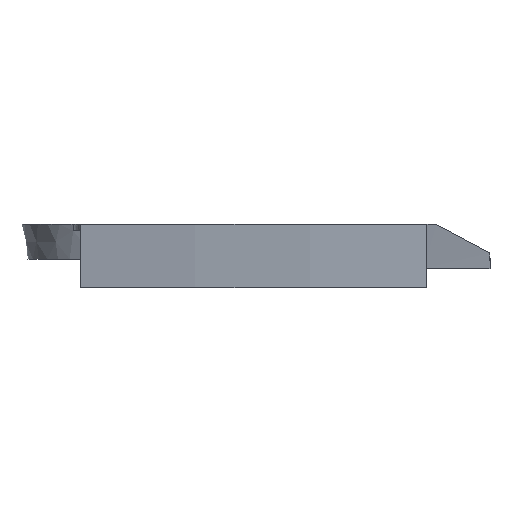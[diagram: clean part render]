
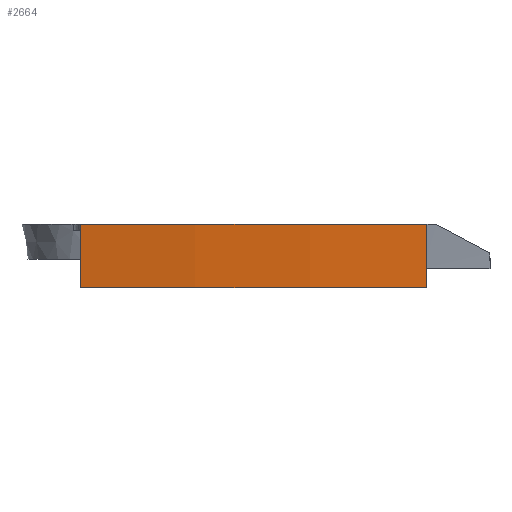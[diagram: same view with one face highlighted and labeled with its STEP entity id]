
A CAD part, left-side view. The second image highlights one B-rep face of the part: STEP entity #2664.
In plain terms, the highlighted cylindrical face has radius 280 mm (diameter 560 mm), a partial arc.
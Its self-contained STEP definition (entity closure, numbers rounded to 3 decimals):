
#194 = ORIENTED_EDGE ( 'NONE', *, *, #1561, .F. ) ;
#203 = DIRECTION ( 'NONE',  ( 0., 0., 1. ) ) ;
#207 = EDGE_CURVE ( 'NONE', #2104, #225, #917, .T. ) ;
#225 = VERTEX_POINT ( 'NONE', #1646 ) ;
#253 = CARTESIAN_POINT ( 'NONE',  ( -17.5, 65., -10. ) ) ;
#312 = CARTESIAN_POINT ( 'NONE',  ( -17.5, 65., -10. ) ) ;
#341 = EDGE_CURVE ( 'NONE', #225, #2270, #2441, .T. ) ;
#346 = VECTOR ( 'NONE', #2749, 1000. ) ;
#438 = CIRCLE ( 'NONE', #828, 280. ) ;
#610 = EDGE_CURVE ( 'NONE', #2506, #2270, #438, .T. ) ;
#740 = ORIENTED_EDGE ( 'NONE', *, *, #207, .T. ) ;
#741 = DIRECTION ( 'NONE',  ( 0., 0., 1. ) ) ;
#760 = CARTESIAN_POINT ( 'NONE',  ( -17.5, 65., 0. ) ) ;
#828 = AXIS2_PLACEMENT_3D ( 'NONE', #2773, #741, #2560 ) ;
#917 = CIRCLE ( 'NONE', #2531, 280. ) ;
#1046 = FACE_OUTER_BOUND ( 'NONE', #1722, .T. ) ;
#1234 = ORIENTED_EDGE ( 'NONE', *, *, #341, .T. ) ;
#1299 = CARTESIAN_POINT ( 'NONE',  ( -25., 10., -10. ) ) ;
#1492 = DIRECTION ( 'NONE',  ( 0., 0., 1. ) ) ;
#1561 = EDGE_CURVE ( 'NONE', #2104, #2506, #2517, .T. ) ;
#1577 = DIRECTION ( 'NONE',  ( 0., 0., 1. ) ) ;
#1646 = CARTESIAN_POINT ( 'NONE',  ( -25., 10., -10. ) ) ;
#1722 = EDGE_LOOP ( 'NONE', ( #1830, #194, #740, #1234 ) ) ;
#1830 = ORIENTED_EDGE ( 'NONE', *, *, #610, .F. ) ;
#1841 = CARTESIAN_POINT ( 'NONE',  ( 254.816, -0.145, -10. ) ) ;
#1957 = DIRECTION ( 'NONE',  ( 1., 0., 0. ) ) ;
#1970 = AXIS2_PLACEMENT_3D ( 'NONE', #2241, #203, #1957 ) ;
#1984 = CYLINDRICAL_SURFACE ( 'NONE', #1970, 280. ) ;
#2071 = DIRECTION ( 'NONE',  ( 1., 0., 0. ) ) ;
#2104 = VERTEX_POINT ( 'NONE', #312 ) ;
#2241 = CARTESIAN_POINT ( 'NONE',  ( 254.816, -0.145, -10. ) ) ;
#2270 = VERTEX_POINT ( 'NONE', #2643 ) ;
#2441 = LINE ( 'NONE', #1299, #2862 ) ;
#2506 = VERTEX_POINT ( 'NONE', #760 ) ;
#2517 = LINE ( 'NONE', #253, #346 ) ;
#2531 = AXIS2_PLACEMENT_3D ( 'NONE', #1841, #1577, #2071 ) ;
#2560 = DIRECTION ( 'NONE',  ( 1., 0., 0. ) ) ;
#2643 = CARTESIAN_POINT ( 'NONE',  ( -25., 10., 0. ) ) ;
#2664 = ADVANCED_FACE ( 'NONE', ( #1046 ), #1984, .T. ) ;
#2749 = DIRECTION ( 'NONE',  ( 0., 0., 1. ) ) ;
#2773 = CARTESIAN_POINT ( 'NONE',  ( 254.816, -0.145, 0. ) ) ;
#2862 = VECTOR ( 'NONE', #1492, 1000. ) ;
